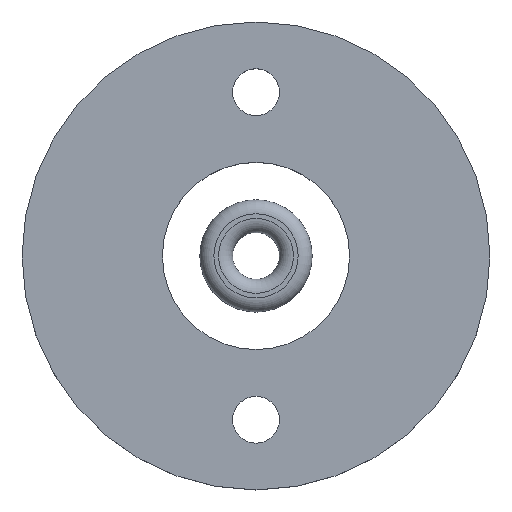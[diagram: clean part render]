
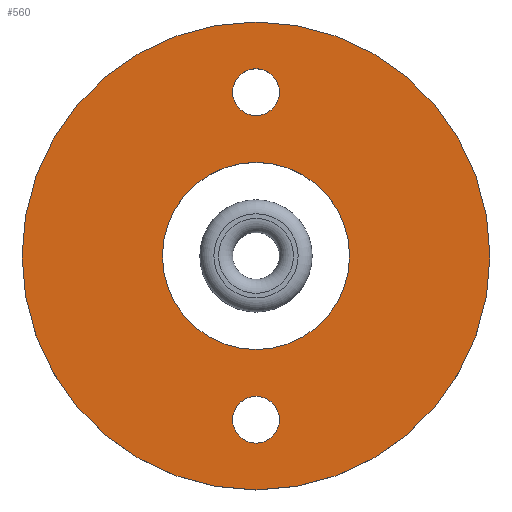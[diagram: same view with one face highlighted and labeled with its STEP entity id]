
A CAD part, top view. The second image highlights one B-rep face of the part: STEP entity #560.
In plain terms, the highlighted planar face has unit normal (0, 0, 1).
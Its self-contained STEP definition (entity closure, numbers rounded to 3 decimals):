
#382 = VERTEX_POINT('',#383);
#383 = CARTESIAN_POINT('',(50.,0.,10.));
#390 = CYLINDRICAL_SURFACE('',#391,50.);
#391 = AXIS2_PLACEMENT_3D('',#392,#393,#394);
#392 = CARTESIAN_POINT('',(0.,0.,0.));
#393 = DIRECTION('',(-0.,-0.,-1.));
#394 = DIRECTION('',(1.,0.,0.));
#409 = EDGE_CURVE('',#382,#382,#410,.T.);
#410 = SURFACE_CURVE('',#411,(#416,#423),.PCURVE_S1.);
#411 = CIRCLE('',#412,50.);
#412 = AXIS2_PLACEMENT_3D('',#413,#414,#415);
#413 = CARTESIAN_POINT('',(0.,0.,10.));
#414 = DIRECTION('',(0.,0.,1.));
#415 = DIRECTION('',(1.,0.,0.));
#416 = PCURVE('',#390,#417);
#417 = DEFINITIONAL_REPRESENTATION('',(#418),#422);
#418 = LINE('',#419,#420);
#419 = CARTESIAN_POINT('',(-0.,-10.));
#420 = VECTOR('',#421,1.);
#421 = DIRECTION('',(-1.,0.));
#422 = ( GEOMETRIC_REPRESENTATION_CONTEXT(2) 
PARAMETRIC_REPRESENTATION_CONTEXT() REPRESENTATION_CONTEXT('2D SPACE',''
  ) );
#423 = PCURVE('',#424,#429);
#424 = PLANE('',#425);
#425 = AXIS2_PLACEMENT_3D('',#426,#427,#428);
#426 = CARTESIAN_POINT('',(0.,0.,10.)
  );
#427 = DIRECTION('',(0.,0.,1.));
#428 = DIRECTION('',(1.,0.,-0.));
#429 = DEFINITIONAL_REPRESENTATION('',(#430),#434);
#430 = CIRCLE('',#431,50.);
#431 = AXIS2_PLACEMENT_2D('',#432,#433);
#432 = CARTESIAN_POINT('',(0.,0.));
#433 = DIRECTION('',(1.,0.));
#434 = ( GEOMETRIC_REPRESENTATION_CONTEXT(2) 
PARAMETRIC_REPRESENTATION_CONTEXT() REPRESENTATION_CONTEXT('2D SPACE',''
  ) );
#487 = CYLINDRICAL_SURFACE('',#488,5.);
#488 = AXIS2_PLACEMENT_3D('',#489,#490,#491);
#489 = CARTESIAN_POINT('',(0.,-35.,-80.));
#490 = DIRECTION('',(-0.,-0.,-1.));
#491 = DIRECTION('',(1.,0.,0.));
#518 = CYLINDRICAL_SURFACE('',#519,20.);
#519 = AXIS2_PLACEMENT_3D('',#520,#521,#522);
#520 = CARTESIAN_POINT('',(0.,0.,-90.));
#521 = DIRECTION('',(-0.,-0.,-1.));
#522 = DIRECTION('',(1.,0.,0.));
#549 = CYLINDRICAL_SURFACE('',#550,5.);
#550 = AXIS2_PLACEMENT_3D('',#551,#552,#553);
#551 = CARTESIAN_POINT('',(0.,35.,-80.));
#552 = DIRECTION('',(-0.,-0.,-1.));
#553 = DIRECTION('',(1.,0.,0.));
#560 = ADVANCED_FACE('',(#561,#564,#594,#624),#424,.T.);
#561 = FACE_BOUND('',#562,.T.);
#562 = EDGE_LOOP('',(#563));
#563 = ORIENTED_EDGE('',*,*,#409,.T.);
#564 = FACE_BOUND('',#565,.T.);
#565 = EDGE_LOOP('',(#566));
#566 = ORIENTED_EDGE('',*,*,#567,.T.);
#567 = EDGE_CURVE('',#568,#568,#570,.T.);
#568 = VERTEX_POINT('',#569);
#569 = CARTESIAN_POINT('',(5.,-35.,10.));
#570 = SURFACE_CURVE('',#571,(#576,#587),.PCURVE_S1.);
#571 = CIRCLE('',#572,5.);
#572 = AXIS2_PLACEMENT_3D('',#573,#574,#575);
#573 = CARTESIAN_POINT('',(0.,-35.,10.));
#574 = DIRECTION('',(0.,0.,-1.));
#575 = DIRECTION('',(1.,0.,0.));
#576 = PCURVE('',#424,#577);
#577 = DEFINITIONAL_REPRESENTATION('',(#578),#586);
#578 = ( BOUNDED_CURVE() B_SPLINE_CURVE(2,(#579,#580,#581,#582,#583,#584
,#585),.UNSPECIFIED.,.T.,.F.) B_SPLINE_CURVE_WITH_KNOTS((1,2,2,2,2,1),(
    -2.094,0.,2.094,4.189,6.283,
8.378),.UNSPECIFIED.) CURVE() GEOMETRIC_REPRESENTATION_ITEM() 
RATIONAL_B_SPLINE_CURVE((1.,0.5,1.,0.5,1.,0.5,1.)) REPRESENTATION_ITEM(
  '') );
#579 = CARTESIAN_POINT('',(5.,-35.));
#580 = CARTESIAN_POINT('',(5.,-43.66));
#581 = CARTESIAN_POINT('',(-2.5,-39.33));
#582 = CARTESIAN_POINT('',(-10.,-35.));
#583 = CARTESIAN_POINT('',(-2.5,-30.67));
#584 = CARTESIAN_POINT('',(5.,-26.34));
#585 = CARTESIAN_POINT('',(5.,-35.));
#586 = ( GEOMETRIC_REPRESENTATION_CONTEXT(2) 
PARAMETRIC_REPRESENTATION_CONTEXT() REPRESENTATION_CONTEXT('2D SPACE',''
  ) );
#587 = PCURVE('',#487,#588);
#588 = DEFINITIONAL_REPRESENTATION('',(#589),#593);
#589 = LINE('',#590,#591);
#590 = CARTESIAN_POINT('',(-6.283,-90.));
#591 = VECTOR('',#592,1.);
#592 = DIRECTION('',(1.,-0.));
#593 = ( GEOMETRIC_REPRESENTATION_CONTEXT(2) 
PARAMETRIC_REPRESENTATION_CONTEXT() REPRESENTATION_CONTEXT('2D SPACE',''
  ) );
#594 = FACE_BOUND('',#595,.T.);
#595 = EDGE_LOOP('',(#596));
#596 = ORIENTED_EDGE('',*,*,#597,.T.);
#597 = EDGE_CURVE('',#598,#598,#600,.T.);
#598 = VERTEX_POINT('',#599);
#599 = CARTESIAN_POINT('',(20.,0.,10.));
#600 = SURFACE_CURVE('',#601,(#606,#617),.PCURVE_S1.);
#601 = CIRCLE('',#602,20.);
#602 = AXIS2_PLACEMENT_3D('',#603,#604,#605);
#603 = CARTESIAN_POINT('',(0.,0.,10.));
#604 = DIRECTION('',(0.,0.,-1.));
#605 = DIRECTION('',(1.,0.,0.));
#606 = PCURVE('',#424,#607);
#607 = DEFINITIONAL_REPRESENTATION('',(#608),#616);
#608 = ( BOUNDED_CURVE() B_SPLINE_CURVE(2,(#609,#610,#611,#612,#613,#614
,#615),.UNSPECIFIED.,.T.,.F.) B_SPLINE_CURVE_WITH_KNOTS((1,2,2,2,2,1),(
    -2.094,0.,2.094,4.189,6.283,
8.378),.UNSPECIFIED.) CURVE() GEOMETRIC_REPRESENTATION_ITEM() 
RATIONAL_B_SPLINE_CURVE((1.,0.5,1.,0.5,1.,0.5,1.)) REPRESENTATION_ITEM(
  '') );
#609 = CARTESIAN_POINT('',(20.,0.));
#610 = CARTESIAN_POINT('',(20.,-34.641));
#611 = CARTESIAN_POINT('',(-10.,-17.321));
#612 = CARTESIAN_POINT('',(-40.,0.));
#613 = CARTESIAN_POINT('',(-10.,17.321));
#614 = CARTESIAN_POINT('',(20.,34.641));
#615 = CARTESIAN_POINT('',(20.,0.));
#616 = ( GEOMETRIC_REPRESENTATION_CONTEXT(2) 
PARAMETRIC_REPRESENTATION_CONTEXT() REPRESENTATION_CONTEXT('2D SPACE',''
  ) );
#617 = PCURVE('',#518,#618);
#618 = DEFINITIONAL_REPRESENTATION('',(#619),#623);
#619 = LINE('',#620,#621);
#620 = CARTESIAN_POINT('',(-6.283,-100.));
#621 = VECTOR('',#622,1.);
#622 = DIRECTION('',(1.,-0.));
#623 = ( GEOMETRIC_REPRESENTATION_CONTEXT(2) 
PARAMETRIC_REPRESENTATION_CONTEXT() REPRESENTATION_CONTEXT('2D SPACE',''
  ) );
#624 = FACE_BOUND('',#625,.T.);
#625 = EDGE_LOOP('',(#626));
#626 = ORIENTED_EDGE('',*,*,#627,.T.);
#627 = EDGE_CURVE('',#628,#628,#630,.T.);
#628 = VERTEX_POINT('',#629);
#629 = CARTESIAN_POINT('',(5.,35.,10.));
#630 = SURFACE_CURVE('',#631,(#636,#647),.PCURVE_S1.);
#631 = CIRCLE('',#632,5.);
#632 = AXIS2_PLACEMENT_3D('',#633,#634,#635);
#633 = CARTESIAN_POINT('',(0.,35.,10.));
#634 = DIRECTION('',(0.,0.,-1.));
#635 = DIRECTION('',(1.,0.,0.));
#636 = PCURVE('',#424,#637);
#637 = DEFINITIONAL_REPRESENTATION('',(#638),#646);
#638 = ( BOUNDED_CURVE() B_SPLINE_CURVE(2,(#639,#640,#641,#642,#643,#644
,#645),.UNSPECIFIED.,.T.,.F.) B_SPLINE_CURVE_WITH_KNOTS((1,2,2,2,2,1),(
    -2.094,0.,2.094,4.189,6.283,
8.378),.UNSPECIFIED.) CURVE() GEOMETRIC_REPRESENTATION_ITEM() 
RATIONAL_B_SPLINE_CURVE((1.,0.5,1.,0.5,1.,0.5,1.)) REPRESENTATION_ITEM(
  '') );
#639 = CARTESIAN_POINT('',(5.,35.));
#640 = CARTESIAN_POINT('',(5.,26.34));
#641 = CARTESIAN_POINT('',(-2.5,30.67));
#642 = CARTESIAN_POINT('',(-10.,35.));
#643 = CARTESIAN_POINT('',(-2.5,39.33));
#644 = CARTESIAN_POINT('',(5.,43.66));
#645 = CARTESIAN_POINT('',(5.,35.));
#646 = ( GEOMETRIC_REPRESENTATION_CONTEXT(2) 
PARAMETRIC_REPRESENTATION_CONTEXT() REPRESENTATION_CONTEXT('2D SPACE',''
  ) );
#647 = PCURVE('',#549,#648);
#648 = DEFINITIONAL_REPRESENTATION('',(#649),#653);
#649 = LINE('',#650,#651);
#650 = CARTESIAN_POINT('',(-6.283,-90.));
#651 = VECTOR('',#652,1.);
#652 = DIRECTION('',(1.,-0.));
#653 = ( GEOMETRIC_REPRESENTATION_CONTEXT(2) 
PARAMETRIC_REPRESENTATION_CONTEXT() REPRESENTATION_CONTEXT('2D SPACE',''
  ) );
